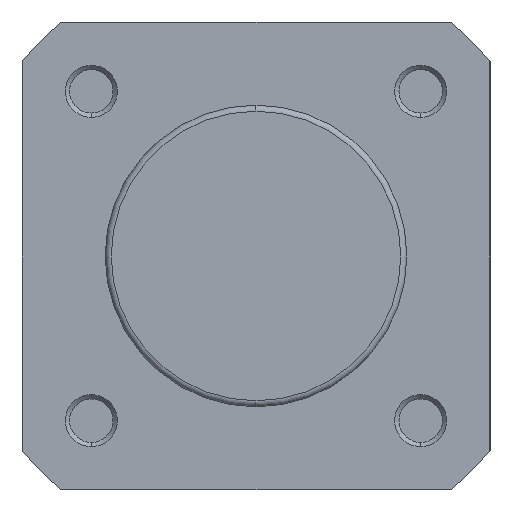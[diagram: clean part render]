
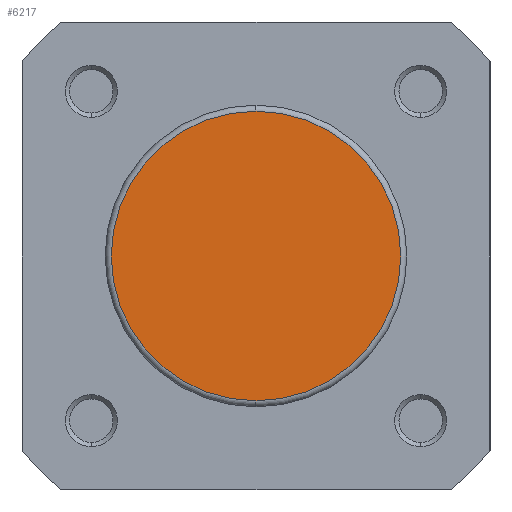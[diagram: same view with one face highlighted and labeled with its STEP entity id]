
A CAD part, left-side view. The second image highlights one B-rep face of the part: STEP entity #6217.
In plain terms, the highlighted planar face has unit normal (-1, 0, 0).
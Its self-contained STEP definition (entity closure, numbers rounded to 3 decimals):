
#208 = VERTEX_POINT ( 'NONE', #3625 ) ;
#209 = VERTEX_POINT ( 'NONE', #3629 ) ;
#982 = EDGE_CURVE ( 'NONE', #208, #209, #1680, .T. ) ;
#995 = EDGE_CURVE ( 'NONE', #209, #208, #1695, .T. ) ;
#1243 = AXIS2_PLACEMENT_3D ( 'NONE', #4083, #4092, #4093 ) ;
#1254 = AXIS2_PLACEMENT_3D ( 'NONE', #4129, #4131, #4132 ) ;
#1461 = AXIS2_PLACEMENT_3D ( 'NONE', #1797, #1800, #1801 ) ;
#1680 = CIRCLE ( 'NONE', #1243, 16.7 ) ;
#1695 = CIRCLE ( 'NONE', #1254, 16.7 ) ;
#1797 = CARTESIAN_POINT ( 'NONE',  ( 0., -17.4, 0. ) ) ;
#1798 = PLANE ( 'NONE',  #1461 ) ;
#1800 = DIRECTION ( 'NONE',  ( -1., 0., 0. ) ) ;
#1801 = DIRECTION ( 'NONE',  ( 0., 0., 1. ) ) ;
#2448 = EDGE_LOOP ( 'NONE', ( #2875, #2874 ) ) ;
#2874 = ORIENTED_EDGE ( 'NONE', *, *, #982, .T. ) ;
#2875 = ORIENTED_EDGE ( 'NONE', *, *, #995, .T. ) ;
#3625 = CARTESIAN_POINT ( 'NONE',  ( 0., 0., -16.7 ) ) ;
#3629 = CARTESIAN_POINT ( 'NONE',  ( 0., 0., 16.7 ) ) ;
#4083 = CARTESIAN_POINT ( 'NONE',  ( 0., 0., 0. ) ) ;
#4092 = DIRECTION ( 'NONE',  ( -1., 0., 0. ) ) ;
#4093 = DIRECTION ( 'NONE',  ( 0., 0., 1. ) ) ;
#4129 = CARTESIAN_POINT ( 'NONE',  ( 0., 0., 0. ) ) ;
#4131 = DIRECTION ( 'NONE',  ( -1., 0., 0. ) ) ;
#4132 = DIRECTION ( 'NONE',  ( 0., 0., 1. ) ) ;
#5350 = FACE_OUTER_BOUND ( 'NONE', #2448, .T. ) ;
#6217 = ADVANCED_FACE ( 'NONE', ( #5350 ), #1798, .T. ) ;
